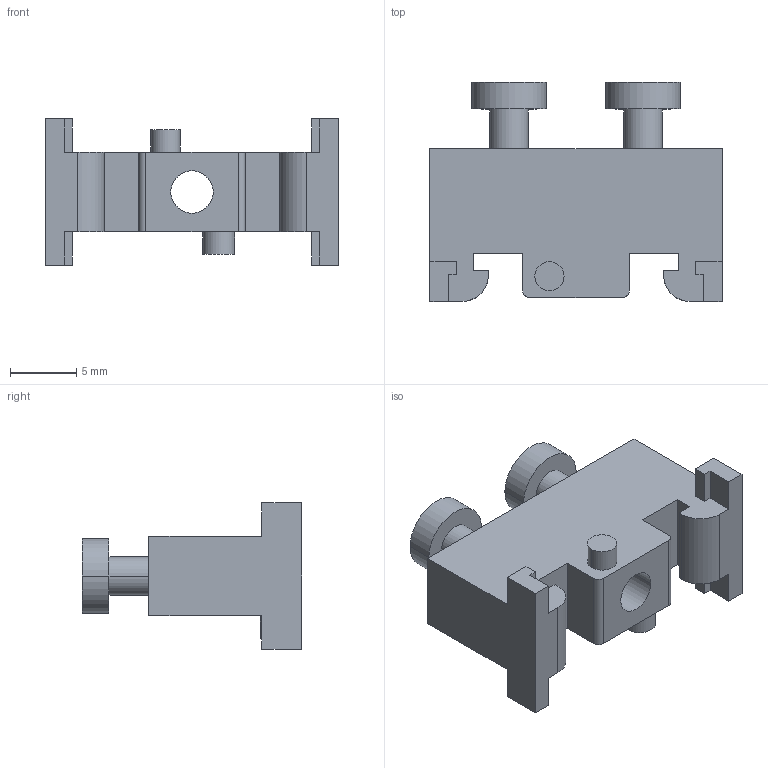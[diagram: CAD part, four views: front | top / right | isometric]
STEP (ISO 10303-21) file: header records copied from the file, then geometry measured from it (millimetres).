
FILE_DESCRIPTION((''),'2;1');
FILE_NAME('UKJ-D','2023-10-24T',('dell'),(''),'PRO/ENGINEER BY PARAMETRIC TECHNOLOGY CORPORATION, 2013230','PRO/ENGINEER BY PARAMETRIC TECHNOLOGY CORPORATION, 2013230','');
FILE_SCHEMA(('AUTOMOTIVE_DESIGN { 1 0 10303 214 1 1 1 1 }'));
Length unit declared in the file: millimetre
Products named in the file (1): UKJ-D
Bounding box: 22 x 16.5 x 11 mm (x, y, z)
Volume: 1472.6 mm3; surface area: 1371.9 mm2
Topology: 1 solids, 1 shells, 62 faces, 162 edges, 108 vertices
Faces by surface type: plane 44, cylinder 18
Entity records: 1977 total; most frequent: CARTESIAN_POINT 334, ORIENTED_EDGE 324, DIRECTION 322, EDGE_CURVE 162, VECTOR 126, LINE 126, VERTEX_POINT 108, AXIS2_PLACEMENT_3D 98
